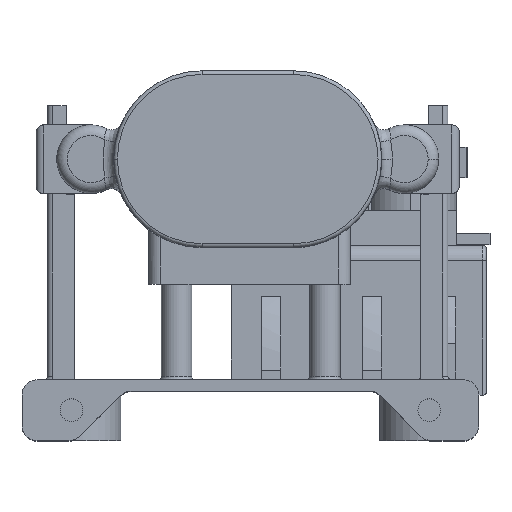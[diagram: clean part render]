
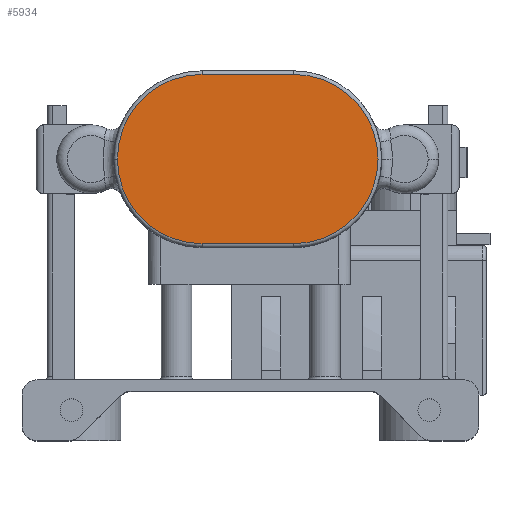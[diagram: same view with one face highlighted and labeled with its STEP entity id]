
A CAD part, top view. The second image highlights one B-rep face of the part: STEP entity #5934.
In plain terms, the highlighted face is planar.
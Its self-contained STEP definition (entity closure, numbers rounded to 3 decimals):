
#80 = VERTEX_POINT ( 'NONE', #6909 ) ;
#808 = AXIS2_PLACEMENT_3D ( 'NONE', #27066, #23162, #3638 ) ;
#1200 = EDGE_CURVE ( 'NONE', #80, #18167, #23503, .T. ) ;
#2142 = ORIENTED_EDGE ( 'NONE', *, *, #9775, .T. ) ;
#3638 = DIRECTION ( 'NONE',  ( -1., 0., 0. ) ) ;
#4481 = ORIENTED_EDGE ( 'NONE', *, *, #12413, .T. ) ;
#4872 = DIRECTION ( 'NONE',  ( 0., 0., -1. ) ) ;
#5373 = DIRECTION ( 'NONE',  ( 1., 0., 0. ) ) ;
#5463 = CARTESIAN_POINT ( 'NONE',  ( -6., -11.12, -0.48 ) ) ;
#5838 = AXIS2_PLACEMENT_3D ( 'NONE', #20321, #20143, #7107 ) ;
#5934 = ADVANCED_FACE ( 'NONE', ( #17777 ), #27169, .T. ) ;
#6909 = CARTESIAN_POINT ( 'NONE',  ( -6., 11.12, -0.48 ) ) ;
#7107 = DIRECTION ( 'NONE',  ( -1., 0., 0. ) ) ;
#7200 = EDGE_CURVE ( 'NONE', #21753, #15321, #11230, .T. ) ;
#7660 = DIRECTION ( 'NONE',  ( -1., 0., 0. ) ) ;
#7745 = ORIENTED_EDGE ( 'NONE', *, *, #22855, .T. ) ;
#7992 = DIRECTION ( 'NONE',  ( 0., 0., -1. ) ) ;
#9775 = EDGE_CURVE ( 'NONE', #15321, #20054, #12761, .T. ) ;
#11230 = LINE ( 'NONE', #5463, #12246 ) ;
#11796 = CARTESIAN_POINT ( 'NONE',  ( -17.12, 0., -0.48 ) ) ;
#11815 = CARTESIAN_POINT ( 'NONE',  ( 6., 11.12, -0.48 ) ) ;
#12246 = VECTOR ( 'NONE', #7660, 1000. ) ;
#12413 = EDGE_CURVE ( 'NONE', #20054, #80, #18160, .T. ) ;
#12761 = CIRCLE ( 'NONE', #5838, 11.12 ) ;
#13378 = DIRECTION ( 'NONE',  ( -1., 0., 0. ) ) ;
#15321 = VERTEX_POINT ( 'NONE', #18728 ) ;
#15336 = CARTESIAN_POINT ( 'NONE',  ( 6., -11.12, -0.48 ) ) ;
#16252 = EDGE_LOOP ( 'NONE', ( #7745, #24664, #2142, #4481, #26885 ) ) ;
#17741 = VECTOR ( 'NONE', #5373, 1000. ) ;
#17777 = FACE_OUTER_BOUND ( 'NONE', #16252, .T. ) ;
#18160 = CIRCLE ( 'NONE', #27936, 11.12 ) ;
#18167 = VERTEX_POINT ( 'NONE', #18238 ) ;
#18238 = CARTESIAN_POINT ( 'NONE',  ( 6., 11.12, -0.48 ) ) ;
#18728 = CARTESIAN_POINT ( 'NONE',  ( -6., -11.12, -0.48 ) ) ;
#18929 = CARTESIAN_POINT ( 'NONE',  ( -6., 0., -0.48 ) ) ;
#19909 = AXIS2_PLACEMENT_3D ( 'NONE', #22130, #4872, #13378 ) ;
#20054 = VERTEX_POINT ( 'NONE', #11796 ) ;
#20143 = DIRECTION ( 'NONE',  ( 0., 0., -1. ) ) ;
#20321 = CARTESIAN_POINT ( 'NONE',  ( -6., 0., -0.48 ) ) ;
#21753 = VERTEX_POINT ( 'NONE', #15336 ) ;
#22130 = CARTESIAN_POINT ( 'NONE',  ( 6., 0., -0.48 ) ) ;
#22855 = EDGE_CURVE ( 'NONE', #18167, #21753, #25221, .T. ) ;
#23162 = DIRECTION ( 'NONE',  ( 0., 0., -1. ) ) ;
#23247 = DIRECTION ( 'NONE',  ( -1., 0., 0. ) ) ;
#23503 = LINE ( 'NONE', #11815, #17741 ) ;
#24664 = ORIENTED_EDGE ( 'NONE', *, *, #7200, .T. ) ;
#25221 = CIRCLE ( 'NONE', #19909, 11.12 ) ;
#26885 = ORIENTED_EDGE ( 'NONE', *, *, #1200, .T. ) ;
#27066 = CARTESIAN_POINT ( 'NONE',  ( -6., 0., -0.48 ) ) ;
#27169 = PLANE ( 'NONE',  #808 ) ;
#27936 = AXIS2_PLACEMENT_3D ( 'NONE', #18929, #7992, #23247 ) ;
